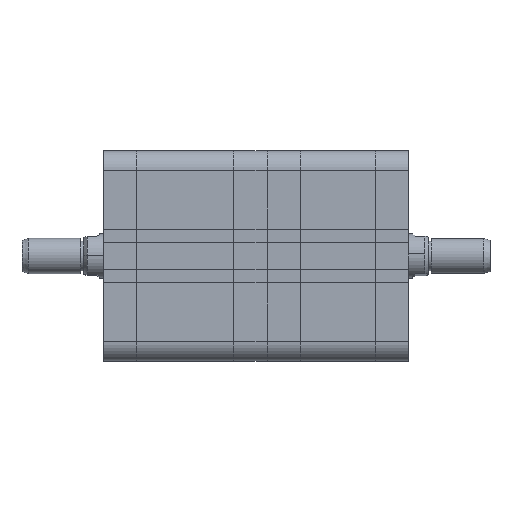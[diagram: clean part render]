
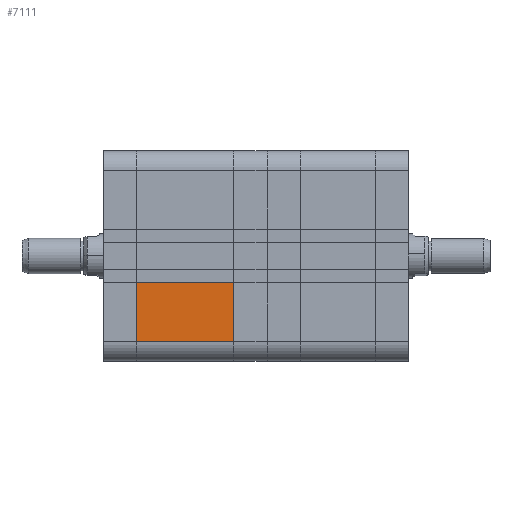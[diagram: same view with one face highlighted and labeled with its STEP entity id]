
A CAD part, front view. The second image highlights one B-rep face of the part: STEP entity #7111.
In plain terms, the highlighted planar face has unit normal (0, -1, 0).
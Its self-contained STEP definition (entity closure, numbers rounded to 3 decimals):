
#2006 = ORIENTED_EDGE ( 'NONE', *, *, #12010, .T. ) ;
#2147 = EDGE_CURVE ( 'NONE', #4691, #26191, #38681, .T. ) ;
#4101 = DIRECTION ( 'NONE',  ( 0., 0., -1. ) ) ;
#4282 = ORIENTED_EDGE ( 'NONE', *, *, #2147, .T. ) ;
#4307 = LINE ( 'NONE', #7881, #30229 ) ;
#4691 = VERTEX_POINT ( 'NONE', #15602 ) ;
#5622 = VERTEX_POINT ( 'NONE', #16540 ) ;
#6242 = ORIENTED_EDGE ( 'NONE', *, *, #9931, .T. ) ;
#7111 = ADVANCED_FACE ( 'NONE', ( #40253 ), #7861, .F. ) ;
#7861 = PLANE ( 'NONE',  #29700 ) ;
#7881 = CARTESIAN_POINT ( 'NONE',  ( 44., -47.75, -47.75 ) ) ;
#8133 = CARTESIAN_POINT ( 'NONE',  ( 0., -47.75, -47.75 ) ) ;
#9931 = EDGE_CURVE ( 'NONE', #5622, #4691, #24098, .T. ) ;
#12010 = EDGE_CURVE ( 'NONE', #14058, #5622, #18978, .T. ) ;
#13046 = VECTOR ( 'NONE', #31919, 1000. ) ;
#14058 = VERTEX_POINT ( 'NONE', #40755 ) ;
#15602 = CARTESIAN_POINT ( 'NONE',  ( 0., -47.75, -38.75 ) ) ;
#15813 = EDGE_LOOP ( 'NONE', ( #2006, #6242, #4282, #20375 ) ) ;
#16540 = CARTESIAN_POINT ( 'NONE',  ( 0., -47.75, -11.8 ) ) ;
#17733 = CARTESIAN_POINT ( 'NONE',  ( 44., -47.75, -47.75 ) ) ;
#18978 = LINE ( 'NONE', #40688, #24798 ) ;
#20375 = ORIENTED_EDGE ( 'NONE', *, *, #22341, .F. ) ;
#21727 = DIRECTION ( 'NONE',  ( -1., 0., 0. ) ) ;
#22341 = EDGE_CURVE ( 'NONE', #14058, #26191, #4307, .T. ) ;
#23260 = DIRECTION ( 'NONE',  ( 0., 0., -1. ) ) ;
#24098 = LINE ( 'NONE', #8133, #37537 ) ;
#24798 = VECTOR ( 'NONE', #21727, 1000. ) ;
#26191 = VERTEX_POINT ( 'NONE', #26466 ) ;
#26466 = CARTESIAN_POINT ( 'NONE',  ( 44., -47.75, -38.75 ) ) ;
#29700 = AXIS2_PLACEMENT_3D ( 'NONE', #17733, #30546, #37102 ) ;
#30229 = VECTOR ( 'NONE', #4101, 1000. ) ;
#30546 = DIRECTION ( 'NONE',  ( 0., 1., 0. ) ) ;
#31919 = DIRECTION ( 'NONE',  ( 1., 0., 0. ) ) ;
#37102 = DIRECTION ( 'NONE',  ( 0., 0., 1. ) ) ;
#37537 = VECTOR ( 'NONE', #23260, 1000. ) ;
#38261 = CARTESIAN_POINT ( 'NONE',  ( 44., -47.75, -38.75 ) ) ;
#38681 = LINE ( 'NONE', #38261, #13046 ) ;
#40253 = FACE_OUTER_BOUND ( 'NONE', #15813, .T. ) ;
#40688 = CARTESIAN_POINT ( 'NONE',  ( 44.001, -47.75, -11.8 ) ) ;
#40755 = CARTESIAN_POINT ( 'NONE',  ( 44., -47.75, -11.8 ) ) ;
